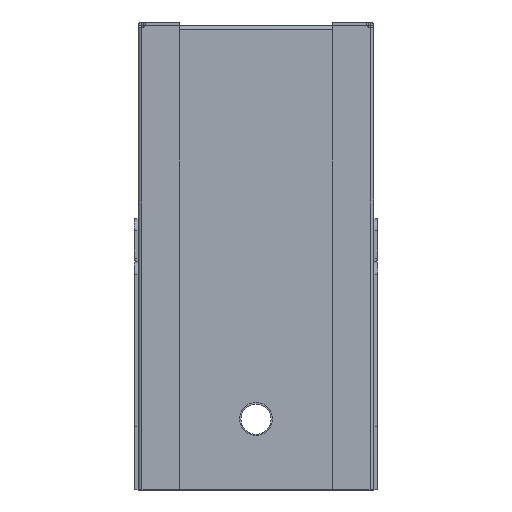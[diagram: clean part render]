
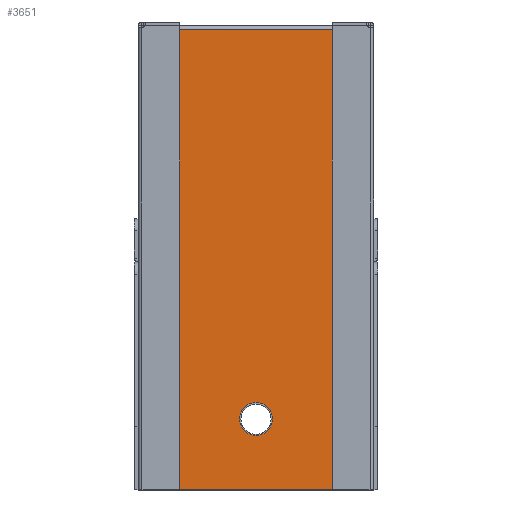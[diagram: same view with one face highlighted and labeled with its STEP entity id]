
A CAD part, top view. The second image highlights one B-rep face of the part: STEP entity #3651.
In plain terms, the highlighted face is planar.
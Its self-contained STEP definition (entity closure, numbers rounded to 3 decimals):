
#315 = AXIS2_PLACEMENT_3D ( 'NONE', #2171, #2170, #2169 ) ;
#320 = AXIS2_PLACEMENT_3D ( 'NONE', #2145, #2141, #2140 ) ;
#325 = AXIS2_PLACEMENT_3D ( 'NONE', #2105, #2103, #2102 ) ;
#326 = AXIS2_PLACEMENT_3D ( 'NONE', #2098, #4145, #4144 ) ;
#327 = AXIS2_PLACEMENT_3D ( 'NONE', #4133, #4132, #4130 ) ;
#1848 = VERTEX_POINT ( 'NONE', #3390 ) ;
#2098 = CARTESIAN_POINT ( 'NONE',  ( -53.831, 4.688, 0. ) ) ;
#2102 = DIRECTION ( 'NONE',  ( 1., 0., 0. ) ) ;
#2103 = DIRECTION ( 'NONE',  ( 0., 0., -1. ) ) ;
#2105 = CARTESIAN_POINT ( 'NONE',  ( 28.769, 28.888, 0. ) ) ;
#2107 = CARTESIAN_POINT ( 'NONE',  ( 28.761, 28.888, 0. ) ) ;
#2132 = DIRECTION ( 'NONE',  ( -1., 0., 0. ) ) ;
#2134 = CARTESIAN_POINT ( 'NONE',  ( -66.831, 28.888, 0. ) ) ;
#2140 = DIRECTION ( 'NONE',  ( 1., 0., 0. ) ) ;
#2141 = DIRECTION ( 'NONE',  ( 0., 0., 1. ) ) ;
#2145 = CARTESIAN_POINT ( 'NONE',  ( -66.831, 26.888, 0. ) ) ;
#2159 = DIRECTION ( 'NONE',  ( 0., -1., 0. ) ) ;
#2160 = CARTESIAN_POINT ( 'NONE',  ( -68.831, 26.888, 0. ) ) ;
#2169 = DIRECTION ( 'NONE',  ( 1., 0., 0. ) ) ;
#2170 = DIRECTION ( 'NONE',  ( 0., 0., 1. ) ) ;
#2171 = CARTESIAN_POINT ( 'NONE',  ( -66.831, -17.512, 0. ) ) ;
#2184 = DIRECTION ( 'NONE',  ( 1., 0., 0. ) ) ;
#2187 = CARTESIAN_POINT ( 'NONE',  ( -66.831, -19.512, 0. ) ) ;
#2337 = EDGE_LOOP ( 'NONE', ( #2405 ) ) ;
#2340 = EDGE_LOOP ( 'NONE', ( #2406, #2407, #2408, #2409, #2410, #2411, #2412, #2413 ) ) ;
#2405 = ORIENTED_EDGE ( 'NONE', *, *, #4841, .T. ) ;
#2406 = ORIENTED_EDGE ( 'NONE', *, *, #4842, .F. ) ;
#2407 = ORIENTED_EDGE ( 'NONE', *, *, #4843, .F. ) ;
#2408 = ORIENTED_EDGE ( 'NONE', *, *, #4819, .F. ) ;
#2409 = ORIENTED_EDGE ( 'NONE', *, *, #4823, .F. ) ;
#2410 = ORIENTED_EDGE ( 'NONE', *, *, #4826, .F. ) ;
#2411 = ORIENTED_EDGE ( 'NONE', *, *, #4829, .F. ) ;
#2412 = ORIENTED_EDGE ( 'NONE', *, *, #4832, .F. ) ;
#2413 = ORIENTED_EDGE ( 'NONE', *, *, #4840, .F. ) ;
#2714 = VERTEX_POINT ( 'NONE', #4673 ) ;
#2717 = VERTEX_POINT ( 'NONE', #4679 ) ;
#2718 = VERTEX_POINT ( 'NONE', #4681 ) ;
#2719 = VERTEX_POINT ( 'NONE', #4682 ) ;
#2728 = VERTEX_POINT ( 'NONE', #4747 ) ;
#2729 = VERTEX_POINT ( 'NONE', #4750 ) ;
#2731 = VERTEX_POINT ( 'NONE', #4757 ) ;
#2733 = VERTEX_POINT ( 'NONE', #4771 ) ;
#3390 = CARTESIAN_POINT ( 'NONE',  ( -50.331, 4.688, 0. ) ) ;
#3651 = ADVANCED_FACE ( 'NONE', ( #3858, #3861 ), #4338, .F. ) ;
#3858 = FACE_BOUND ( 'NONE', #2337, .T. ) ;
#3861 = FACE_OUTER_BOUND ( 'NONE', #2340, .T. ) ;
#3955 = LINE ( 'NONE', #2187, #3957 ) ;
#3957 = VECTOR ( 'NONE', #2184, 1000. ) ;
#3962 = CIRCLE ( 'NONE', #315, 2. ) ;
#3966 = LINE ( 'NONE', #2160, #3969 ) ;
#3969 = VECTOR ( 'NONE', #2159, 1000. ) ;
#3972 = CIRCLE ( 'NONE', #320, 2. ) ;
#3976 = LINE ( 'NONE', #2134, #3979 ) ;
#3978 = CIRCLE ( 'NONE', #325, 0.3 ) ;
#3979 = VECTOR ( 'NONE', #2132, 1000. ) ;
#3988 = CIRCLE ( 'NONE', #326, 3.5 ) ;
#3989 = CIRCLE ( 'NONE', #327, 0.3 ) ;
#3991 = LINE ( 'NONE', #2107, #3993 ) ;
#3993 = VECTOR ( 'NONE', #4075, 1000. ) ;
#4075 = DIRECTION ( 'NONE',  ( 0., 1., 0. ) ) ;
#4130 = DIRECTION ( 'NONE',  ( 1., 0., 0. ) ) ;
#4132 = DIRECTION ( 'NONE',  ( 0., 0., -1. ) ) ;
#4133 = CARTESIAN_POINT ( 'NONE',  ( 28.769, -19.512, 0. ) ) ;
#4144 = DIRECTION ( 'NONE',  ( 1., 0., 0. ) ) ;
#4145 = DIRECTION ( 'NONE',  ( 0., 0., 1. ) ) ;
#4272 = AXIS2_PLACEMENT_3D ( 'NONE', #4345, #4335, #4334 ) ;
#4334 = DIRECTION ( 'NONE',  ( 1., 0., 0. ) ) ;
#4335 = DIRECTION ( 'NONE',  ( 0., 0., 1. ) ) ;
#4338 = PLANE ( 'NONE',  #4272 ) ;
#4345 = CARTESIAN_POINT ( 'NONE',  ( 28.769, 28.888, 0. ) ) ;
#4673 = CARTESIAN_POINT ( 'NONE',  ( -66.831, -19.512, 0. ) ) ;
#4679 = CARTESIAN_POINT ( 'NONE',  ( 28.469, -19.512, 0. ) ) ;
#4681 = CARTESIAN_POINT ( 'NONE',  ( 28.469, 28.888, 0. ) ) ;
#4682 = CARTESIAN_POINT ( 'NONE',  ( -68.831, -17.512, 0. ) ) ;
#4747 = CARTESIAN_POINT ( 'NONE',  ( -68.831, 26.888, 0. ) ) ;
#4750 = CARTESIAN_POINT ( 'NONE',  ( -66.831, 28.888, 0. ) ) ;
#4757 = CARTESIAN_POINT ( 'NONE',  ( 28.761, 28.588, 0. ) ) ;
#4771 = CARTESIAN_POINT ( 'NONE',  ( 28.761, -19.212, 0. ) ) ;
#4819 = EDGE_CURVE ( 'NONE', #2714, #2717, #3955, .T. ) ;
#4823 = EDGE_CURVE ( 'NONE', #2719, #2714, #3962, .T. ) ;
#4826 = EDGE_CURVE ( 'NONE', #2728, #2719, #3966, .T. ) ;
#4829 = EDGE_CURVE ( 'NONE', #2729, #2728, #3972, .T. ) ;
#4832 = EDGE_CURVE ( 'NONE', #2718, #2729, #3976, .T. ) ;
#4840 = EDGE_CURVE ( 'NONE', #2731, #2718, #3978, .T. ) ;
#4841 = EDGE_CURVE ( 'NONE', #1848, #1848, #3988, .T. ) ;
#4842 = EDGE_CURVE ( 'NONE', #2733, #2731, #3991, .T. ) ;
#4843 = EDGE_CURVE ( 'NONE', #2717, #2733, #3989, .T. ) ;
